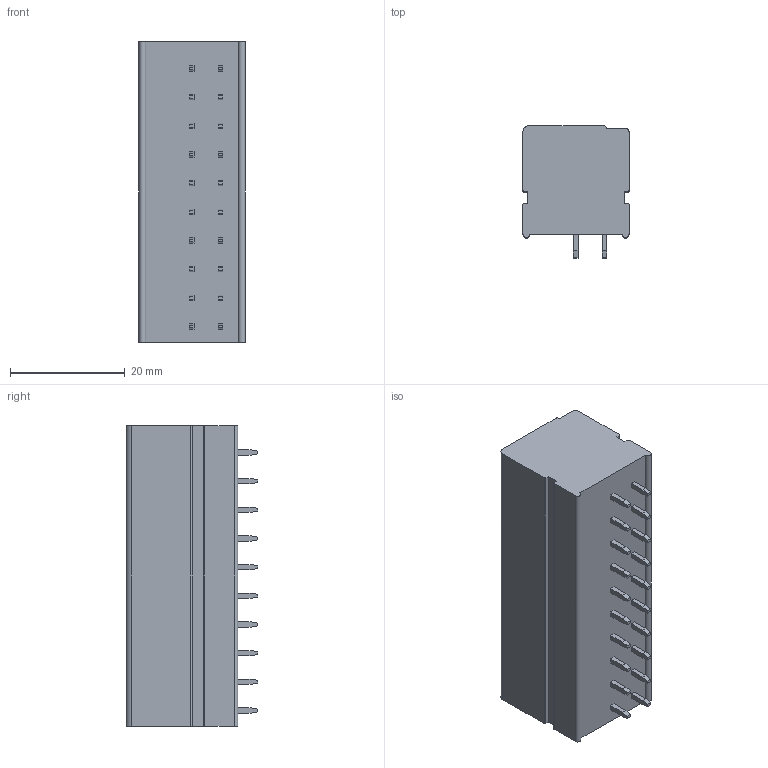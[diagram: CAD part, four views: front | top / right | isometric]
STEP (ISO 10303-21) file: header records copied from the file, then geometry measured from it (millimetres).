
FILE_DESCRIPTION((''),'2;1');
FILE_NAME('PRT0001','2024-12-31T',('sj'),(''),'PRO/ENGINEER BY PARAMETRIC TECHNOLOGY CORPORATION, 2013240','PRO/ENGINEER BY PARAMETRIC TECHNOLOGY CORPORATION, 2013240','');
FILE_SCHEMA(('AUTOMOTIVE_DESIGN_CC2 { 1 2 10303 214 -1 1 5 2 }'));
Length unit declared in the file: millimetre
Products named in the file (1): PRT0001
Bounding box: 18.5 x 23 x 52.5 mm (x, y, z)
Volume: 16923.5 mm3; surface area: 6335 mm2
Topology: 1 solids, 1 shells, 375 faces, 949 edges, 626 vertices
Faces by surface type: plane 346, cylinder 29
Entity records: 11121 total; most frequent: CARTESIAN_POINT 1950, ORIENTED_EDGE 1898, DIRECTION 1797, EDGE_CURVE 949, VECTOR 851, LINE 851, VERTEX_POINT 626, AXIS2_PLACEMENT_3D 473
